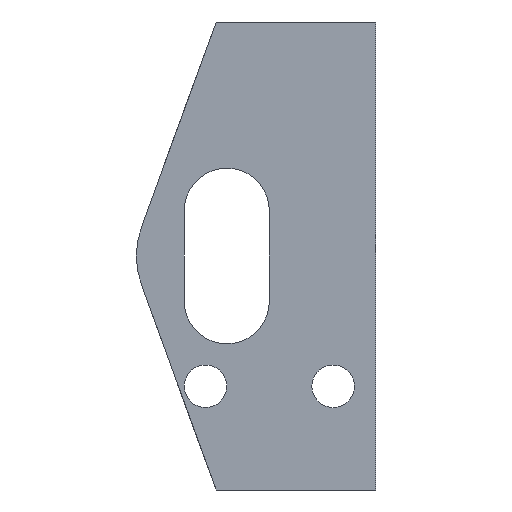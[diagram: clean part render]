
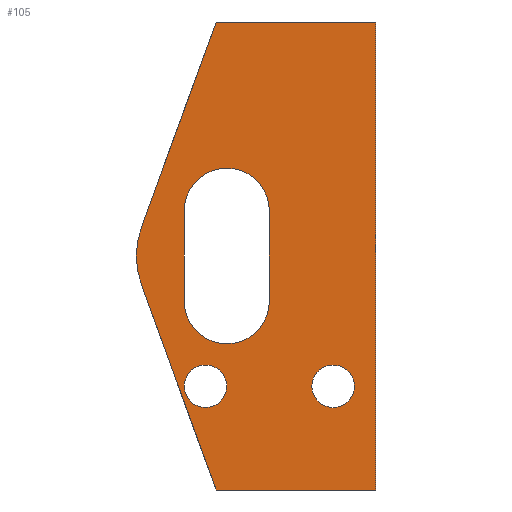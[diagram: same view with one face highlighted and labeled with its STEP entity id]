
A CAD part, front view. The second image highlights one B-rep face of the part: STEP entity #105.
In plain terms, the highlighted planar face has unit normal (0, -1, 0).
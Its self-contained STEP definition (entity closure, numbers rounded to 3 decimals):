
#105=ADVANCED_FACE('',(#136,#137,#138,#139),#127,.F.);
#127=PLANE('',#455);
#136=FACE_BOUND('',#170,.T.);
#137=FACE_BOUND('',#171,.T.);
#138=FACE_BOUND('',#172,.T.);
#139=FACE_BOUND('',#173,.T.);
#170=EDGE_LOOP('',(#226,#227,#228,#229,#230,#231));
#171=EDGE_LOOP('',(#232,#233,#234,#235));
#172=EDGE_LOOP('',(#236));
#173=EDGE_LOOP('',(#237));
#208=CIRCLE('',#450,7.805);
#209=CIRCLE('',#451,4.);
#210=CIRCLE('',#452,4.);
#211=CIRCLE('',#453,2.);
#212=CIRCLE('',#454,2.);
#226=ORIENTED_EDGE('',*,*,#355,.F.);
#227=ORIENTED_EDGE('',*,*,#356,.T.);
#228=ORIENTED_EDGE('',*,*,#357,.F.);
#229=ORIENTED_EDGE('',*,*,#358,.F.);
#230=ORIENTED_EDGE('',*,*,#359,.F.);
#231=ORIENTED_EDGE('',*,*,#360,.F.);
#232=ORIENTED_EDGE('',*,*,#361,.T.);
#233=ORIENTED_EDGE('',*,*,#362,.T.);
#234=ORIENTED_EDGE('',*,*,#363,.T.);
#235=ORIENTED_EDGE('',*,*,#364,.T.);
#236=ORIENTED_EDGE('',*,*,#365,.F.);
#237=ORIENTED_EDGE('',*,*,#366,.F.);
#318=VERTEX_POINT('',#601);
#319=VERTEX_POINT('',#602);
#320=VERTEX_POINT('',#604);
#321=VERTEX_POINT('',#606);
#322=VERTEX_POINT('',#608);
#323=VERTEX_POINT('',#610);
#324=VERTEX_POINT('',#613);
#325=VERTEX_POINT('',#614);
#326=VERTEX_POINT('',#616);
#327=VERTEX_POINT('',#618);
#328=VERTEX_POINT('',#621);
#329=VERTEX_POINT('',#623);
#355=EDGE_CURVE('',#318,#319,#401,.T.);
#356=EDGE_CURVE('',#318,#320,#402,.T.);
#357=EDGE_CURVE('',#321,#320,#403,.T.);
#358=EDGE_CURVE('',#322,#321,#404,.T.);
#359=EDGE_CURVE('',#323,#322,#405,.T.);
#360=EDGE_CURVE('',#319,#323,#208,.T.);
#361=EDGE_CURVE('',#324,#325,#209,.T.);
#362=EDGE_CURVE('',#325,#326,#406,.T.);
#363=EDGE_CURVE('',#326,#327,#210,.T.);
#364=EDGE_CURVE('',#327,#324,#407,.T.);
#365=EDGE_CURVE('',#328,#328,#211,.T.);
#366=EDGE_CURVE('',#329,#329,#212,.T.);
#401=LINE('',#600,#425);
#402=LINE('',#603,#426);
#403=LINE('',#605,#427);
#404=LINE('',#607,#428);
#405=LINE('',#609,#429);
#406=LINE('',#615,#430);
#407=LINE('',#619,#431);
#425=VECTOR('',#493,1.);
#426=VECTOR('',#494,1.);
#427=VECTOR('',#495,1.);
#428=VECTOR('',#496,1.);
#429=VECTOR('',#497,1.);
#430=VECTOR('',#502,1.);
#431=VECTOR('',#505,1.);
#450=AXIS2_PLACEMENT_3D('',#611,#498,#499);
#451=AXIS2_PLACEMENT_3D('',#612,#500,#501);
#452=AXIS2_PLACEMENT_3D('',#617,#503,#504);
#453=AXIS2_PLACEMENT_3D('',#620,#506,#507);
#454=AXIS2_PLACEMENT_3D('',#622,#508,#509);
#455=AXIS2_PLACEMENT_3D('',#624,#510,#511);
#493=DIRECTION('',(-0.342,0.,0.94));
#494=DIRECTION('',(1.,0.,0.));
#495=DIRECTION('',(0.,0.,-1.));
#496=DIRECTION('',(1.,0.,0.));
#497=DIRECTION('',(0.342,0.,0.94));
#498=DIRECTION('',(0.,1.,0.));
#499=DIRECTION('',(0.,0.,1.));
#500=DIRECTION('',(0.,1.,0.));
#501=DIRECTION('',(1.,0.,0.));
#502=DIRECTION('',(0.,0.,1.));
#503=DIRECTION('',(0.,1.,0.));
#504=DIRECTION('',(1.,0.,0.));
#505=DIRECTION('',(0.,0.,-1.));
#506=DIRECTION('',(0.,-1.,0.));
#507=DIRECTION('',(1.,0.,0.));
#508=DIRECTION('',(0.,-1.,0.));
#509=DIRECTION('',(1.,0.,0.));
#510=DIRECTION('',(0.,1.,0.));
#511=DIRECTION('',(0.,0.,1.));
#600=CARTESIAN_POINT('',(-32.5,-43.,3.));
#601=CARTESIAN_POINT('',(-32.5,-43.,3.));
#602=CARTESIAN_POINT('',(-39.53,-43.,22.333));
#603=CARTESIAN_POINT('',(-32.5,-43.,3.));
#604=CARTESIAN_POINT('',(-17.5,-43.,3.));
#605=CARTESIAN_POINT('',(-17.5,-43.,47.));
#606=CARTESIAN_POINT('',(-17.5,-43.,47.));
#607=CARTESIAN_POINT('',(-40.5,-43.,47.));
#608=CARTESIAN_POINT('',(-32.5,-43.,47.));
#609=CARTESIAN_POINT('',(-39.53,-43.,27.667));
#610=CARTESIAN_POINT('',(-39.53,-43.,27.667));
#611=CARTESIAN_POINT('',(-32.195,-43.,25.));
#612=CARTESIAN_POINT('',(-31.5,-43.,20.75));
#613=CARTESIAN_POINT('',(-27.5,-43.,20.75));
#614=CARTESIAN_POINT('',(-35.5,-43.,20.75));
#615=CARTESIAN_POINT('',(-35.5,-43.,20.75));
#616=CARTESIAN_POINT('',(-35.5,-43.,29.25));
#617=CARTESIAN_POINT('',(-31.5,-43.,29.25));
#618=CARTESIAN_POINT('',(-27.5,-43.,29.25));
#619=CARTESIAN_POINT('',(-27.5,-43.,29.25));
#620=CARTESIAN_POINT('',(-21.5,-43.,12.75));
#621=CARTESIAN_POINT('',(-19.5,-43.,12.75));
#622=CARTESIAN_POINT('',(-33.5,-43.,12.75));
#623=CARTESIAN_POINT('',(-31.5,-43.,12.75));
#624=CARTESIAN_POINT('',(-32.5,-43.,47.));
